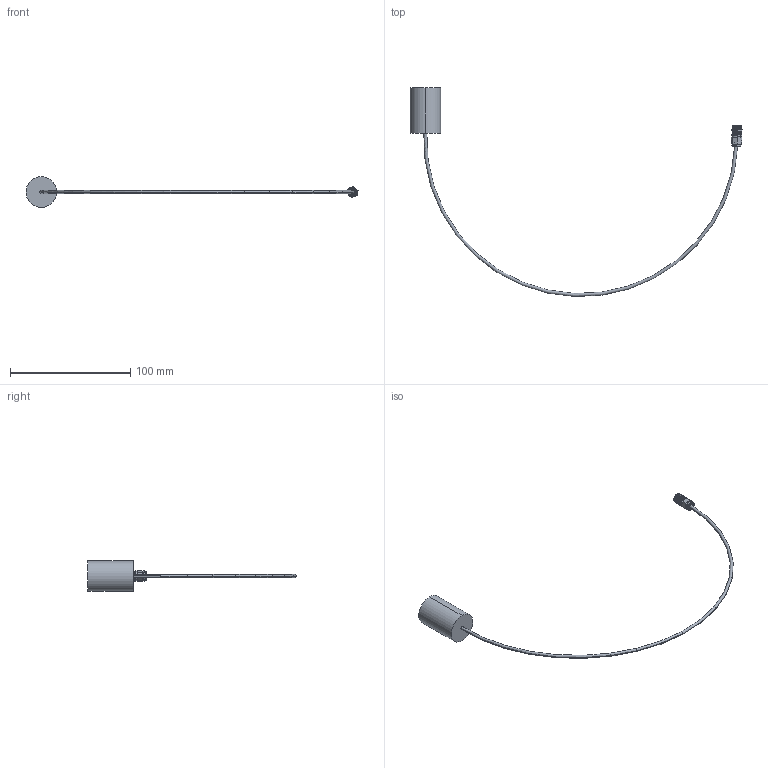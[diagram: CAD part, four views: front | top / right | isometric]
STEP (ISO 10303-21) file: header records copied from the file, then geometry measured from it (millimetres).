
FILE_DESCRIPTION (( 'STEP AP203' ), '1' );
FILE_NAME ('A7309-6-CN.STEP', '2013-11-19T13:12:43', ( '' ), ( '' ), 'SwSTEP 2.0', 'SolidWorks 2012', '' );
FILE_SCHEMA (( 'CONFIG_CONTROL_DESIGN' ));
Length unit declared in the file: inch
Products named in the file (3): A7309-6-CN; A7300 FEMALE SMA PART_    ; A7309-1-CN_110183
Assembly tree (2 placements, depth 2):
  A7309-6-CN
    A7309-1-CN_110183
    A7300 FEMALE SMA PART_    
Bounding box: 275.6 x 173.47 x 25.4 mm (x, y, z)
Volume: 16595.5 mm3; surface area: 10082.9 mm2
Topology: 4 solids, 5 shells, 213 faces, 490 edges, 298 vertices
Faces by surface type: cone 76, plane 76, cylinder 56, torus 5
Entity records: 6552 total; most frequent: CARTESIAN_POINT 1322, DIRECTION 1093, ORIENTED_EDGE 980, EDGE_CURVE 490, AXIS2_PLACEMENT_3D 415, VERTEX_POINT 298, LINE 263, VECTOR 263
